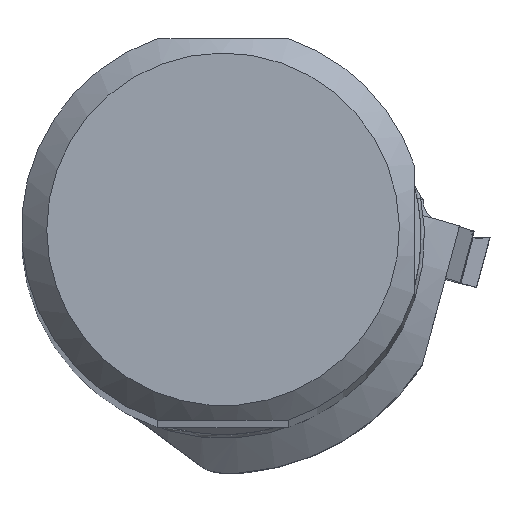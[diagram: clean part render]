
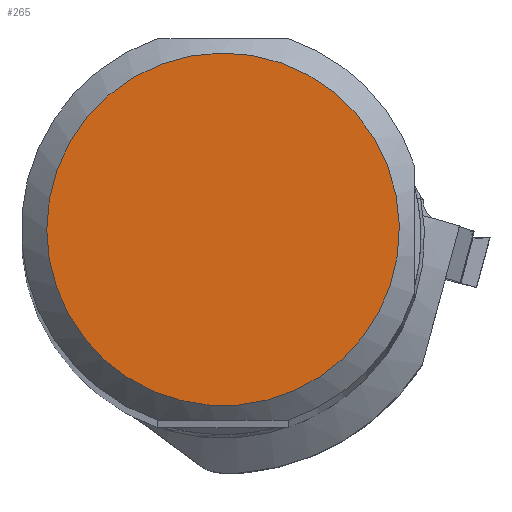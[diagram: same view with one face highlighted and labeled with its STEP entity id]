
A CAD part, top view. The second image highlights one B-rep face of the part: STEP entity #265.
In plain terms, the highlighted planar face has unit normal (0, 0, 1).
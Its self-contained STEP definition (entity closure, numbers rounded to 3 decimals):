
#199=CIRCLE('',#1855,13.864);
#265=ADVANCED_FACE('CU_SU_BP3',(#390),#320,.T.);
#320=PLANE('',#1856);
#390=FACE_OUTER_BOUND('',#478,.T.);
#478=EDGE_LOOP('',(#1118));
#1118=ORIENTED_EDGE('',*,*,#1595,.F.);
#1386=VERTEX_POINT('',#3011);
#1595=EDGE_CURVE('',#1386,#1386,#199,.T.);
#1855=AXIS2_PLACEMENT_3D('',#3010,#2253,#2254);
#1856=AXIS2_PLACEMENT_3D('',#3012,#2255,#2256);
#2253=DIRECTION('',(0.,0.,-1.));
#2254=DIRECTION('',(-1.,0.,0.));
#2255=DIRECTION('',(0.,0.,1.));
#2256=DIRECTION('',(-1.,0.,0.));
#3010=CARTESIAN_POINT('',(0.,0.,0.));
#3011=CARTESIAN_POINT('',(-13.864,0.,0.));
#3012=CARTESIAN_POINT('',(0.,0.,0.));
